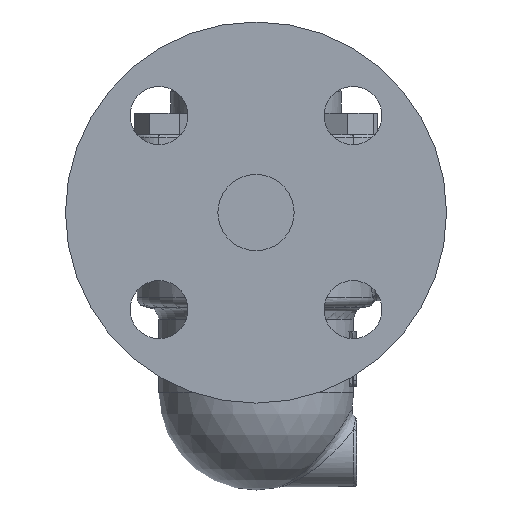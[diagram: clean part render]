
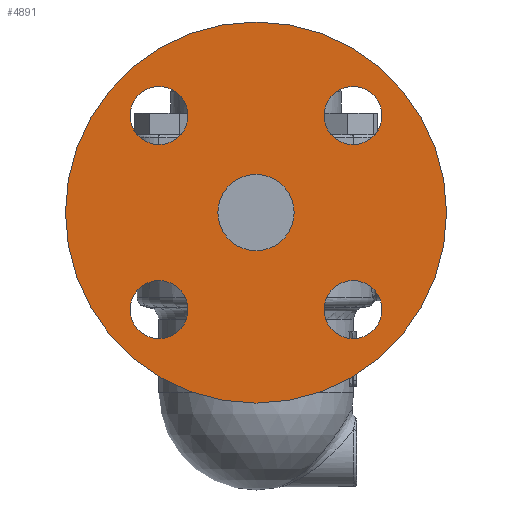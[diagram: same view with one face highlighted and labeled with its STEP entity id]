
A CAD part, left-side view. The second image highlights one B-rep face of the part: STEP entity #4891.
In plain terms, the highlighted planar face has unit normal (-1, 0, 0).
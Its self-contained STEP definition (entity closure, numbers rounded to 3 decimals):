
#690=FACE_BOUND('',#1207,.T.);
#691=FACE_BOUND('',#1208,.T.);
#692=FACE_BOUND('',#1209,.T.);
#693=FACE_BOUND('',#1210,.T.);
#694=FACE_BOUND('',#1211,.T.);
#732=PLANE('',#5232);
#866=FACE_OUTER_BOUND('',#1206,.T.);
#1206=EDGE_LOOP('',(#3362));
#1207=EDGE_LOOP('',(#3363));
#1208=EDGE_LOOP('',(#3364));
#1209=EDGE_LOOP('',(#3365));
#1210=EDGE_LOOP('',(#3366));
#1211=EDGE_LOOP('',(#3367));
#1772=CIRCLE('',#5219,62.5);
#1773=CIRCLE('',#5221,9.5);
#1774=CIRCLE('',#5223,9.5);
#1775=CIRCLE('',#5225,9.5);
#1776=CIRCLE('',#5227,12.5);
#1778=CIRCLE('',#5231,9.5);
#2097=VERTEX_POINT('',#8454);
#2098=VERTEX_POINT('',#8457);
#2099=VERTEX_POINT('',#8460);
#2100=VERTEX_POINT('',#8463);
#2101=VERTEX_POINT('',#8466);
#2103=VERTEX_POINT('',#8472);
#2580=EDGE_CURVE('',#2097,#2097,#1772,.T.);
#2581=EDGE_CURVE('',#2098,#2098,#1773,.T.);
#2582=EDGE_CURVE('',#2099,#2099,#1774,.T.);
#2583=EDGE_CURVE('',#2100,#2100,#1775,.T.);
#2584=EDGE_CURVE('',#2101,#2101,#1776,.T.);
#2586=EDGE_CURVE('',#2103,#2103,#1778,.T.);
#3362=ORIENTED_EDGE('',*,*,#2580,.F.);
#3363=ORIENTED_EDGE('',*,*,#2581,.T.);
#3364=ORIENTED_EDGE('',*,*,#2582,.T.);
#3365=ORIENTED_EDGE('',*,*,#2583,.T.);
#3366=ORIENTED_EDGE('',*,*,#2584,.T.);
#3367=ORIENTED_EDGE('',*,*,#2586,.T.);
#4891=ADVANCED_FACE('',(#866,#690,#691,#692,#693,#694),#732,.F.);
#5219=AXIS2_PLACEMENT_3D('',#8455,#5740,#5741);
#5221=AXIS2_PLACEMENT_3D('',#8458,#5744,#5745);
#5223=AXIS2_PLACEMENT_3D('',#8461,#5748,#5749);
#5225=AXIS2_PLACEMENT_3D('',#8464,#5752,#5753);
#5227=AXIS2_PLACEMENT_3D('',#8467,#5756,#5757);
#5231=AXIS2_PLACEMENT_3D('',#8473,#5764,#5765);
#5232=AXIS2_PLACEMENT_3D('',#8474,#5766,#5767);
#5740=DIRECTION('center_axis',(1.,0.,0.));
#5741=DIRECTION('ref_axis',(0.,0.,
1.));
#5744=DIRECTION('center_axis',(1.,0.,0.));
#5745=DIRECTION('ref_axis',(0.,-1.,0.));
#5748=DIRECTION('center_axis',(1.,0.,0.));
#5749=DIRECTION('ref_axis',(0.,0.,1.));
#5752=DIRECTION('center_axis',(1.,0.,0.));
#5753=DIRECTION('ref_axis',(0.,1.,0.));
#5756=DIRECTION('center_axis',(1.,0.,0.));
#5757=DIRECTION('ref_axis',(0.,0.,-1.));
#5764=DIRECTION('center_axis',(1.,0.,0.));
#5765=DIRECTION('ref_axis',(0.,0.,-1.));
#5766=DIRECTION('center_axis',(1.,0.,0.));
#5767=DIRECTION('ref_axis',(0.,0.,-1.));
#8454=CARTESIAN_POINT('',(-105.,0.,-62.5));
#8455=CARTESIAN_POINT('Origin',(-105.,0.,0.));
#8457=CARTESIAN_POINT('',(-105.,22.32,-31.82));
#8458=CARTESIAN_POINT('Origin',(-105.,31.82,-31.82));
#8460=CARTESIAN_POINT('',(-105.,-31.82,-22.32));
#8461=CARTESIAN_POINT('Origin',(-105.,-31.82,-31.82));
#8463=CARTESIAN_POINT('',(-105.,-22.32,31.82));
#8464=CARTESIAN_POINT('Origin',(-105.,-31.82,31.82));
#8466=CARTESIAN_POINT('',(-105.,0.,-12.5));
#8467=CARTESIAN_POINT('Origin',(-105.,0.,0.));
#8472=CARTESIAN_POINT('',(-105.,31.82,22.32));
#8473=CARTESIAN_POINT('Origin',(-105.,31.82,31.82));
#8474=CARTESIAN_POINT('Origin',(-105.,0.,0.));
